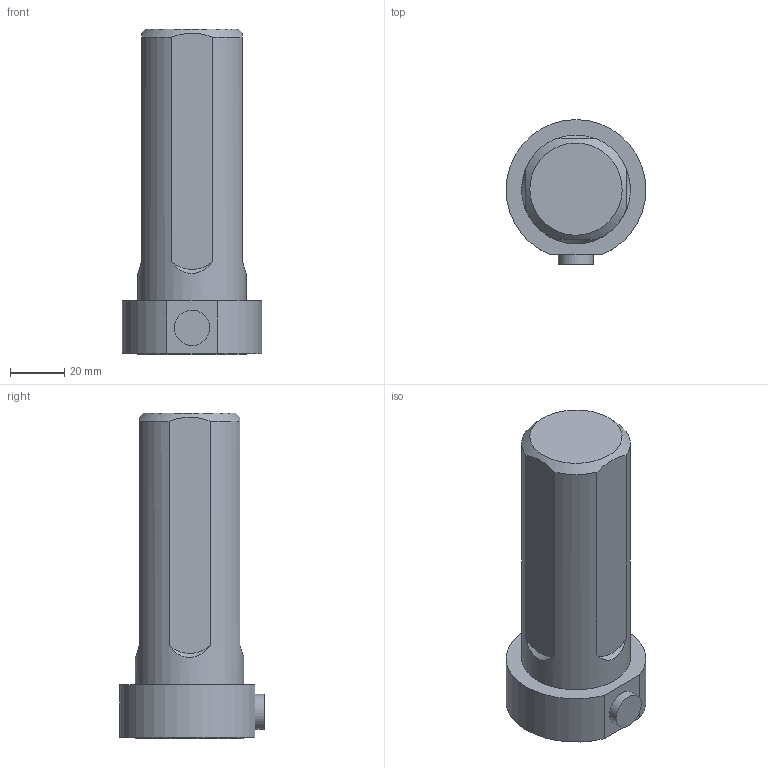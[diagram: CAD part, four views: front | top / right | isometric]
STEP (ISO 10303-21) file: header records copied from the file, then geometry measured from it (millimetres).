
FILE_DESCRIPTION(/* description */ (''),/* implementation_level */ '2;1');
FILE_NAME(/* name */ '1522911667562.stp',/* time_stamp */ '2018-04-05T09:01:21+02:00',/* author */ (''),/* organization */ ('SMS'),/* preprocessor_version */ 'ST-DEVELOPER v15',/* originating_system */ 'SIEMENS PLM Software NX 8.5',/* authorisation */ '');
FILE_SCHEMA (('AUTOMOTIVE_DESIGN { 1 0 10303 214 3 1 1 1 }'));
Length unit declared in the file: millimetre
Products named in the file (1): MOD000000000000000020083537900000
Bounding box: 51.5 x 53.25 x 120 mm (x, y, z)
Volume: 147119.3 mm3; surface area: 21697.5 mm2
Topology: 1 solids, 1 shells, 28 faces, 68 edges, 47 vertices
Faces by surface type: plane 12, cone 11, cylinder 5
Full cylindrical faces by diameter (mm): 2.5 x1, 13 x1, 39.978 x1, 40 x1
Entity records: 931 total; most frequent: CARTESIAN_POINT 253, DIRECTION 140, ORIENTED_EDGE 120, AXIS2_PLACEMENT_3D 61, EDGE_CURVE 60, VERTEX_POINT 44, EDGE_LOOP 38, CIRCLE 29
